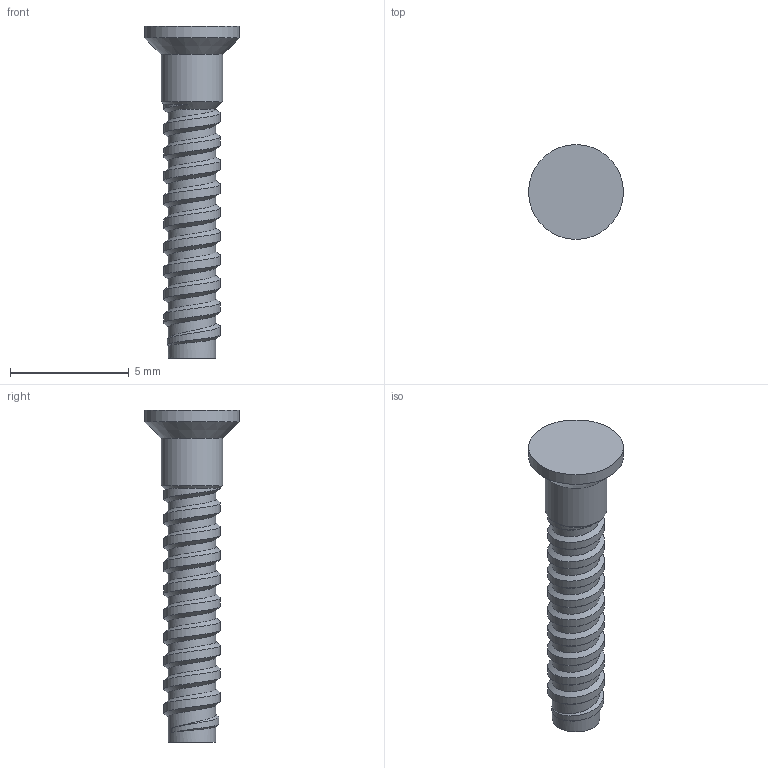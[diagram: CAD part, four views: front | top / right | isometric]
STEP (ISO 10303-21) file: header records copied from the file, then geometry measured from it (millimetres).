
FILE_DESCRIPTION(('FreeCAD Model'),'2;1');
FILE_NAME('screw.step', '2019-05-12T21:12:39',('Author'),(''), 'Open CASCADE STEP processor 7.2','FreeCAD','Unknown');
FILE_SCHEMA(('AUTOMOTIVE_DESIGN { 1 0 10303 214 1 1 1 1 }'));
Length unit declared in the file: millimetre
Products named in the file (1): AdditivePipe001
Bounding box: 4 x 4 x 14 mm (x, y, z)
Volume: 64 mm3; surface area: 136.9 mm2
Topology: 1 solids, 1 shells, 50 faces, 100 edges, 52 vertices
Faces by surface type: bspline 33, cylinder 13, cone 2, plane 2
Full cylindrical faces by diameter (mm): 2 x10, 2.6 x1, 4 x1
Entity records: 8670 total; most frequent: CARTESIAN_POINT 6996, ORIENTED_EDGE 200, PCURVE 200, DEFINITIONAL_REPRESENTATION 200, B_SPLINE_CURVE_WITH_KNOTS 182, DIRECTION 161, LINE 109, VECTOR 109
